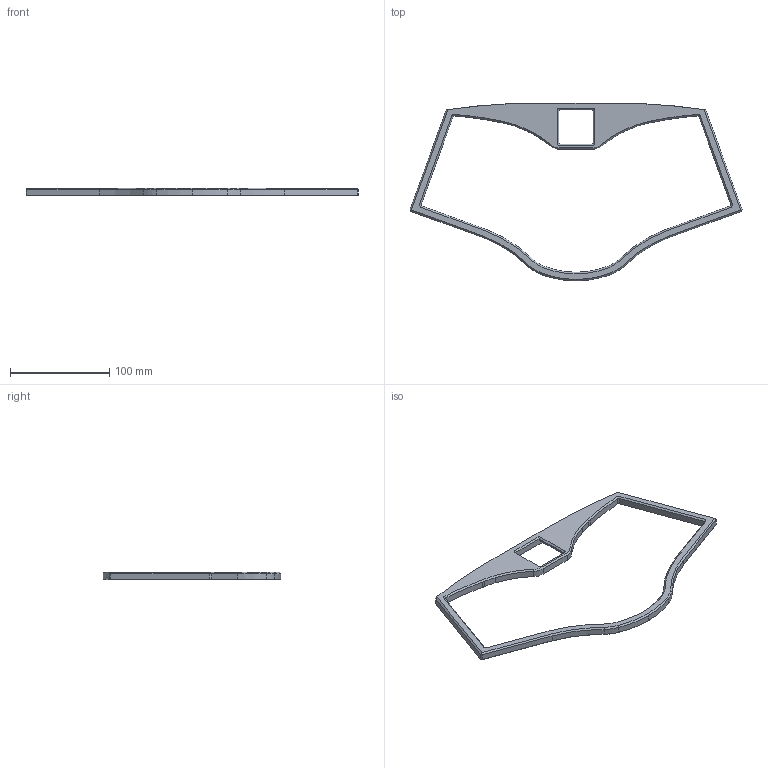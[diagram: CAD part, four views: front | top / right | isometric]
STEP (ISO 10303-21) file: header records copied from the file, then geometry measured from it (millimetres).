
FILE_DESCRIPTION(/* description */ (''),/* implementation_level */ '2;1');
FILE_NAME(/* name */ 'Top.step',/* time_stamp */ '2023-03-09T15:45:21Z',/* author */ (''),/* organization */ (''),/* preprocessor_version */ 'ST-DEVELOPER v19.2',/* originating_system */ 'Autodesk Translation Framework v11.17.0.187',/* authorisation */ '');
FILE_SCHEMA (('AUTOMOTIVE_DESIGN { 1 0 10303 214 3 1 1 }'));
Length unit declared in the file: millimetre
Products named in the file (1): Top
Bounding box: 334.85 x 179.38 x 8 mm (x, y, z)
Volume: 72778 mm3; surface area: 36969.6 mm2
Topology: 1 solids, 1 shells, 342 faces, 791 edges, 506 vertices
Faces by surface type: cylinder 159, plane 139, cone 44
Full cylindrical faces by diameter (mm): 4.1 x43
Entity records: 9833 total; most frequent: DIRECTION 1818, CARTESIAN_POINT 1716, ORIENTED_EDGE 1578, EDGE_CURVE 789, AXIS2_PLACEMENT_3D 708, VERTEX_POINT 506, EDGE_LOOP 403, LINE 402
